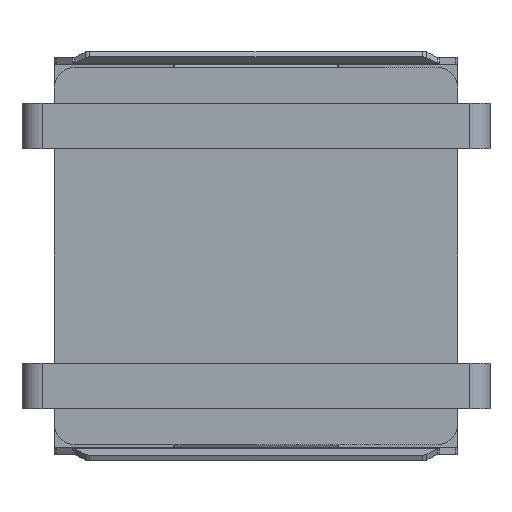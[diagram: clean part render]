
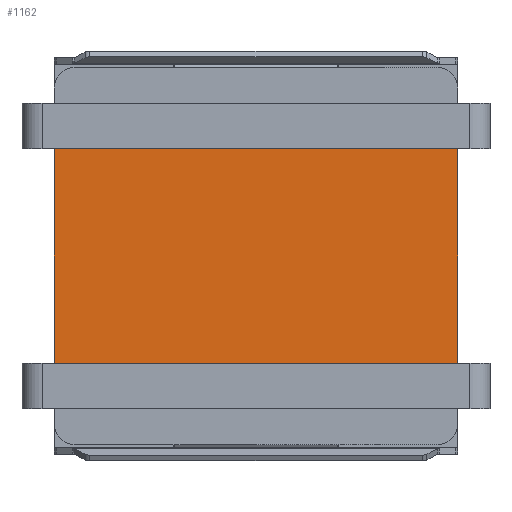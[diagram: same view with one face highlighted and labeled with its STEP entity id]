
A CAD part, front view. The second image highlights one B-rep face of the part: STEP entity #1162.
In plain terms, the highlighted planar face has unit normal (0, -1, 0).
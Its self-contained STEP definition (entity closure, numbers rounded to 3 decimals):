
#1162=ADVANCED_FACE('NONE',(#2365),#2366,.F.);
#2365=FACE_OUTER_BOUND('',#2945,.T.);
#2366=PLANE('',#2946);
#2841=EDGE_CURVE('NONE',#3648,#3650,#3651,.T.);
#2880=EDGE_CURVE('NONE',#3709,#3707,#3710,.T.);
#2945=EDGE_LOOP('',(#3933,#3934,#3935,#3936));
#2946=AXIS2_PLACEMENT_3D('',#3937,#3938,#3939);
#3648=VERTEX_POINT('NONE',#5045);
#3650=VERTEX_POINT('NONE',#5048);
#3651=LINE('',#5049,#5050);
#3707=VERTEX_POINT('NONE',#5128);
#3709=VERTEX_POINT('NONE',#5131);
#3710=LINE('',#5132,#5133);
#3933=ORIENTED_EDGE('',*,*,#2880,.T.);
#3934=ORIENTED_EDGE('',*,*,#5224,.F.);
#3935=ORIENTED_EDGE('',*,*,#2841,.F.);
#3936=ORIENTED_EDGE('',*,*,#5225,.T.);
#3937=CARTESIAN_POINT('',(1.665,0.1,-1.507));
#3938=DIRECTION('',(-0.0,1.0,0.0));
#3939=DIRECTION('',(1.0,0.0,0.0));
#5045=CARTESIAN_POINT('',(-3.1,0.1,1.65));
#5048=CARTESIAN_POINT('',(3.1,0.1,1.65));
#5049=CARTESIAN_POINT('',(0.,0.1,1.65));
#5050=VECTOR('',#5764,1000.0);
#5128=CARTESIAN_POINT('',(3.1,0.1,-1.65));
#5131=CARTESIAN_POINT('',(-3.1,0.1,-1.65));
#5132=CARTESIAN_POINT('',(0.,0.1,-1.65));
#5133=VECTOR('',#5806,1000.0);
#5224=EDGE_CURVE('NONE',#3650,#3707,#5929,.T.);
#5225=EDGE_CURVE('NONE',#3648,#3709,#5930,.T.);
#5764=DIRECTION('',(1.0,0.0,0.0));
#5806=DIRECTION('',(1.0,0.0,0.0));
#5929=LINE('',#6140,#6141);
#5930=LINE('',#6142,#6143);
#6140=CARTESIAN_POINT('',(3.1,0.1,0.0));
#6141=VECTOR('',#6298,1000.0);
#6142=CARTESIAN_POINT('',(-3.1,0.1,0.0));
#6143=VECTOR('',#6299,1000.0);
#6298=DIRECTION('',(0.0,0.0,-1.0));
#6299=DIRECTION('',(0.0,0.0,-1.0));
